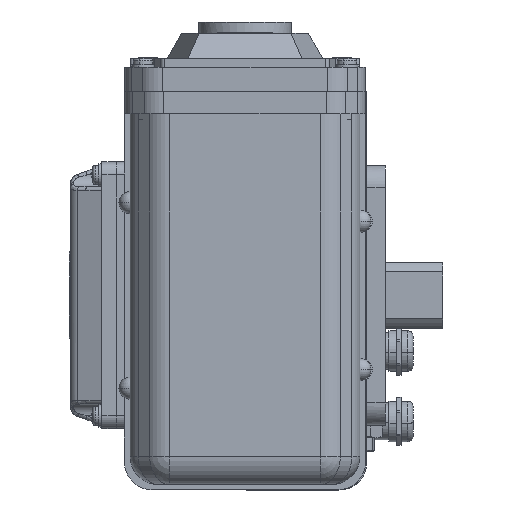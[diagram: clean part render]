
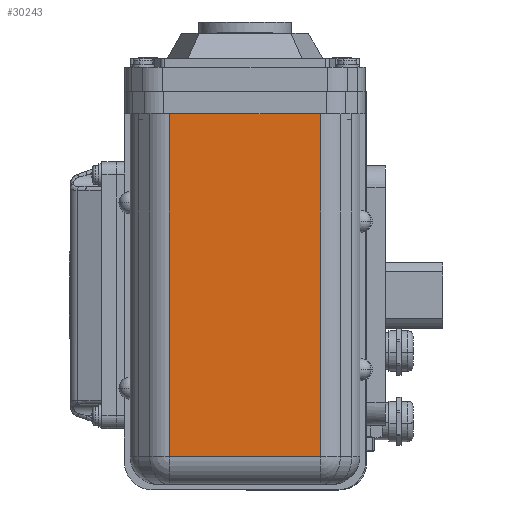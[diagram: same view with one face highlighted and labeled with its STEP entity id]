
A CAD part, left-side view. The second image highlights one B-rep face of the part: STEP entity #30243.
In plain terms, the highlighted planar face has unit normal (-1, 0, 0).
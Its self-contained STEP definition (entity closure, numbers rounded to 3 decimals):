
#28440 = CARTESIAN_POINT ( 'NONE',  ( -178., -61.3, -87. ) ) ;
#28441 = LINE ( 'NONE', #28440, #28580 ) ;
#28542 = DIRECTION ( 'NONE',  ( 0., 0., -1. ) ) ;
#28543 = VECTOR ( 'NONE', #28542, 1000. ) ;
#28545 = CARTESIAN_POINT ( 'NONE',  ( -178., 41.487, 40. ) ) ;
#28547 = LINE ( 'NONE', #28545, #28543 ) ;
#28551 = CARTESIAN_POINT ( 'NONE',  ( -178., 41.487, 98. ) ) ;
#28552 = DIRECTION ( 'NONE',  ( 0., -1., 0. ) ) ;
#28554 = VECTOR ( 'NONE', #28552, 1000. ) ;
#28556 = CARTESIAN_POINT ( 'NONE',  ( -178., -61.3, 98. ) ) ;
#28557 = LINE ( 'NONE', #28556, #28554 ) ;
#28562 = CARTESIAN_POINT ( 'NONE',  ( -178., -40.087, 98. ) ) ;
#28564 = DIRECTION ( 'NONE',  ( 0., 0., 1. ) ) ;
#28565 = VECTOR ( 'NONE', #28564, 1000. ) ;
#28567 = CARTESIAN_POINT ( 'NONE',  ( -178., -40.087, 40. ) ) ;
#28569 = LINE ( 'NONE', #28567, #28565 ) ;
#28575 = CARTESIAN_POINT ( 'NONE',  ( -178., -40.087, -87. ) ) ;
#28576 = CARTESIAN_POINT ( 'NONE',  ( -178., 41.487, -87. ) ) ;
#28579 = DIRECTION ( 'NONE',  ( 0., -1., 0. ) ) ;
#28580 = VECTOR ( 'NONE', #28579, 1000. ) ;
#28604 = DIRECTION ( 'NONE',  ( 0., 1., 0. ) ) ;
#28605 = DIRECTION ( 'NONE',  ( -1., 0., 0. ) ) ;
#28607 = CARTESIAN_POINT ( 'NONE',  ( -178., -61.3, 40. ) ) ;
#28608 = AXIS2_PLACEMENT_3D ( 'NONE', #28607, #28605, #28604 ) ;
#28609 = PLANE ( 'NONE',  #28608 ) ;
#28617 = FACE_OUTER_BOUND ( 'NONE', #30195, .T. ) ;
#30195 = EDGE_LOOP ( 'NONE', ( #30197, #30203, #30207, #30210 ) ) ;
#30197 = ORIENTED_EDGE ( 'NONE', *, *, #30198, .T. ) ;
#30198 = EDGE_CURVE ( 'NONE', #30199, #30201, #28441, .T. ) ;
#30199 = VERTEX_POINT ( 'NONE', #28576 ) ;
#30201 = VERTEX_POINT ( 'NONE', #28575 ) ;
#30203 = ORIENTED_EDGE ( 'NONE', *, *, #30205, .T. ) ;
#30205 = EDGE_CURVE ( 'NONE', #30201, #30206, #28569, .T. ) ;
#30206 = VERTEX_POINT ( 'NONE', #28562 ) ;
#30207 = ORIENTED_EDGE ( 'NONE', *, *, #30208, .F. ) ;
#30208 = EDGE_CURVE ( 'NONE', #30209, #30206, #28557, .T. ) ;
#30209 = VERTEX_POINT ( 'NONE', #28551 ) ;
#30210 = ORIENTED_EDGE ( 'NONE', *, *, #30213, .T. ) ;
#30213 = EDGE_CURVE ( 'NONE', #30209, #30199, #28547, .T. ) ;
#30243 = ADVANCED_FACE ( 'NONE', ( #28617 ), #28609, .T. ) ;
